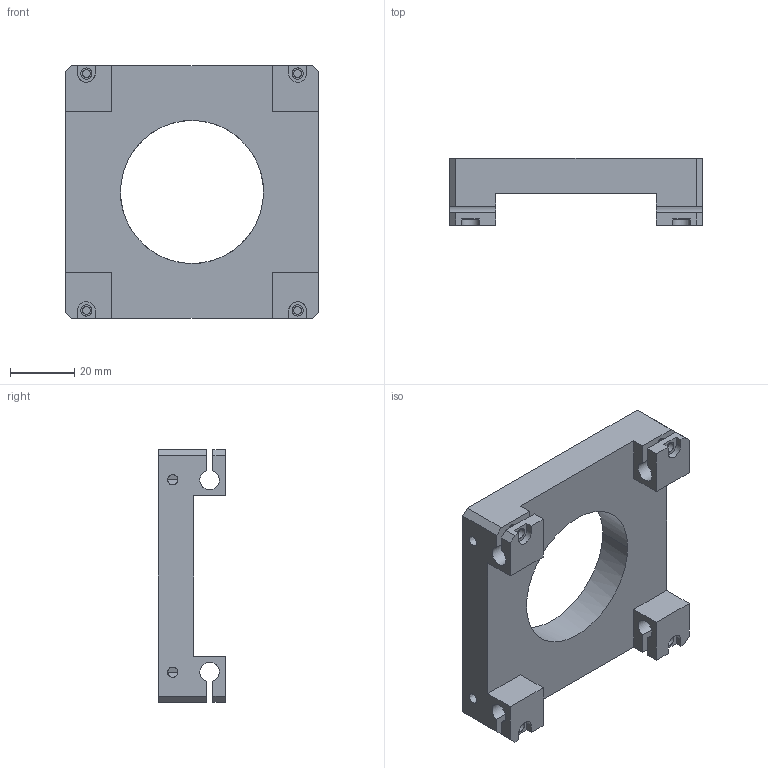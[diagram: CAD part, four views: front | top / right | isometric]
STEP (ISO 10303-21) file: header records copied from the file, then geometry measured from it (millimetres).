
FILE_DESCRIPTION(/* description */ (''),/* implementation_level */ '2;1');
FILE_NAME(/* name */ '60-BNcAp-SM2',/* time_stamp */ '2024-09-12T09:25:31+03:00',/* author */ (''),/* organization */ (''),/* preprocessor_version */ 'ST-DEVELOPER v15',/* originating_system */ '',/* authorisation */ '');
FILE_SCHEMA (('AUTOMOTIVE_DESIGN'));
Length unit declared in the file: millimetre
Products named in the file (1): Document
Bounding box: 79 x 21 x 79 mm (x, y, z)
Volume: 55532.4 mm3; surface area: 19020.4 mm2
Topology: 1 solids, 1 shells, 100 faces, 294 edges, 200 vertices
Faces by surface type: plane 58, bspline 42
Entity records: 3743 total; most frequent: CARTESIAN_POINT 1912, ORIENTED_EDGE 588, EDGE_CURVE 294, B_SPLINE_CURVE_WITH_KNOTS 206, VERTEX_POINT 200, EDGE_LOOP 122, ADVANCED_FACE 100, FACE_OUTER_BOUND 100
